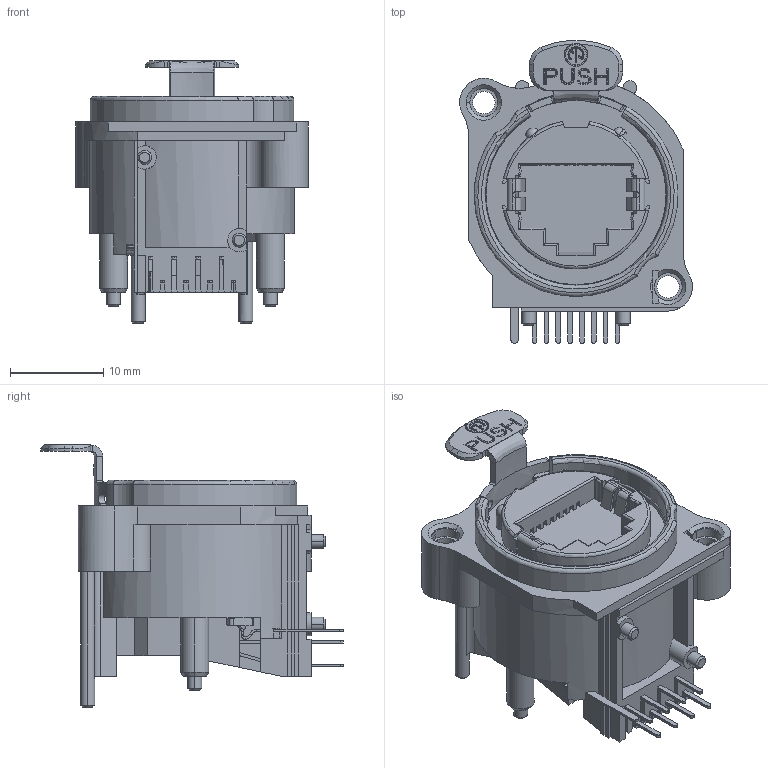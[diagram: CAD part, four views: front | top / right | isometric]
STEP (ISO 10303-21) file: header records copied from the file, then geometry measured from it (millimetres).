
FILE_DESCRIPTION((''),'2;1');
FILE_NAME('30012225','2025-02-06T15:32:12',('SYSTEM'),(''),'CREO PARAMETRIC BY PTC INC, 2023424','CREO PARAMETRIC BY PTC INC, 2023424','');
FILE_SCHEMA(('CONFIG_CONTROL_DESIGN'));
Length unit declared in the file: millimetre
Products named in the file (1): 30012225
Bounding box: 25 x 32.49 x 28.16 mm (x, y, z)
Volume: 6372.3 mm3; surface area: 4937.3 mm2
Topology: 1 solids, 15 shells, 1622 faces, 4281 edges, 2648 vertices
Faces by surface type: plane 1237, cylinder 244, cone 62, bspline 45, torus 31, sphere 3
Entity records: 51707 total; most frequent: CARTESIAN_POINT 11980, ORIENTED_EDGE 8546, DIRECTION 7819, EDGE_CURVE 4273, VECTOR 3259, LINE 3259, VERTEX_POINT 2648, AXIS2_PLACEMENT_3D 2280
